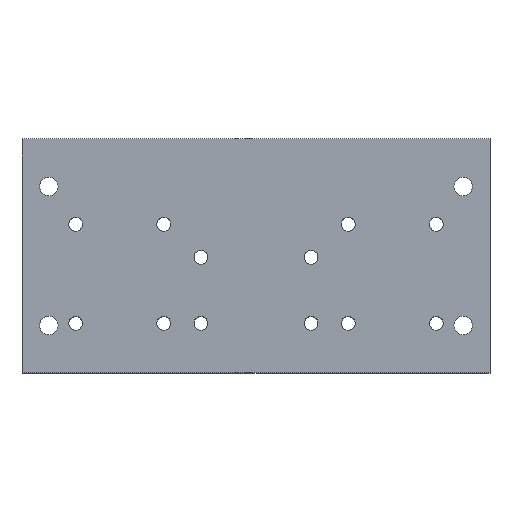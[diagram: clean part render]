
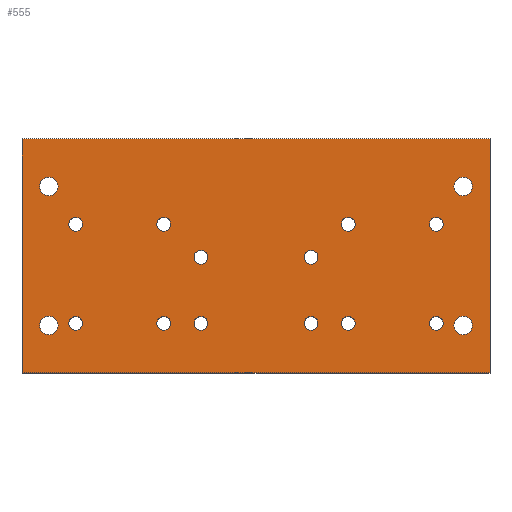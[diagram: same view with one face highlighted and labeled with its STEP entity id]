
A CAD part, top view. The second image highlights one B-rep face of the part: STEP entity #555.
In plain terms, the highlighted planar face has unit normal (0, 0, 1).
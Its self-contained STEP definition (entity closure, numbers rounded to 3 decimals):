
#47=FACE_BOUND('',#160,.T.);
#48=FACE_BOUND('',#161,.T.);
#49=FACE_BOUND('',#162,.T.);
#50=FACE_BOUND('',#163,.T.);
#51=FACE_BOUND('',#164,.T.);
#52=FACE_BOUND('',#165,.T.);
#53=FACE_BOUND('',#166,.T.);
#54=FACE_BOUND('',#167,.T.);
#55=FACE_BOUND('',#168,.T.);
#56=FACE_BOUND('',#169,.T.);
#57=FACE_BOUND('',#170,.T.);
#58=FACE_BOUND('',#171,.T.);
#59=FACE_BOUND('',#172,.T.);
#60=FACE_BOUND('',#173,.T.);
#61=FACE_BOUND('',#174,.T.);
#62=FACE_BOUND('',#175,.T.);
#79=CIRCLE('',#596,2.5);
#80=CIRCLE('',#598,2.5);
#81=CIRCLE('',#600,2.5);
#82=CIRCLE('',#602,2.5);
#83=CIRCLE('',#604,2.5);
#84=CIRCLE('',#606,2.5);
#85=CIRCLE('',#608,2.5);
#86=CIRCLE('',#610,2.5);
#87=CIRCLE('',#612,2.5);
#88=CIRCLE('',#614,2.5);
#89=CIRCLE('',#616,2.5);
#90=CIRCLE('',#618,2.5);
#91=CIRCLE('',#620,3.375);
#92=CIRCLE('',#622,3.375);
#93=CIRCLE('',#624,3.375);
#94=CIRCLE('',#626,3.375);
#117=FACE_OUTER_BOUND('',#159,.T.);
#159=EDGE_LOOP('',(#487,#488,#489,#490));
#160=EDGE_LOOP('',(#491));
#161=EDGE_LOOP('',(#492));
#162=EDGE_LOOP('',(#493));
#163=EDGE_LOOP('',(#494));
#164=EDGE_LOOP('',(#495));
#165=EDGE_LOOP('',(#496));
#166=EDGE_LOOP('',(#497));
#167=EDGE_LOOP('',(#498));
#168=EDGE_LOOP('',(#499));
#169=EDGE_LOOP('',(#500));
#170=EDGE_LOOP('',(#501));
#171=EDGE_LOOP('',(#502));
#172=EDGE_LOOP('',(#503));
#173=EDGE_LOOP('',(#504));
#174=EDGE_LOOP('',(#505));
#175=EDGE_LOOP('',(#506));
#196=LINE('',#859,#236);
#214=LINE('',#928,#254);
#215=LINE('',#929,#255);
#216=LINE('',#930,#256);
#236=VECTOR('',#694,10.);
#254=VECTOR('',#778,10.);
#255=VECTOR('',#779,10.);
#256=VECTOR('',#780,10.);
#287=VERTEX_POINT('',#856);
#288=VERTEX_POINT('',#858);
#289=VERTEX_POINT('',#862);
#290=VERTEX_POINT('',#866);
#291=VERTEX_POINT('',#870);
#292=VERTEX_POINT('',#874);
#293=VERTEX_POINT('',#878);
#294=VERTEX_POINT('',#882);
#295=VERTEX_POINT('',#886);
#296=VERTEX_POINT('',#890);
#297=VERTEX_POINT('',#894);
#298=VERTEX_POINT('',#898);
#299=VERTEX_POINT('',#902);
#300=VERTEX_POINT('',#906);
#301=VERTEX_POINT('',#910);
#302=VERTEX_POINT('',#914);
#303=VERTEX_POINT('',#918);
#304=VERTEX_POINT('',#922);
#305=VERTEX_POINT('',#926);
#306=VERTEX_POINT('',#927);
#340=EDGE_CURVE('',#288,#287,#196,.T.);
#342=EDGE_CURVE('',#289,#289,#79,.T.);
#344=EDGE_CURVE('',#290,#290,#80,.T.);
#346=EDGE_CURVE('',#291,#291,#81,.T.);
#348=EDGE_CURVE('',#292,#292,#82,.T.);
#350=EDGE_CURVE('',#293,#293,#83,.T.);
#352=EDGE_CURVE('',#294,#294,#84,.T.);
#354=EDGE_CURVE('',#295,#295,#85,.T.);
#356=EDGE_CURVE('',#296,#296,#86,.T.);
#358=EDGE_CURVE('',#297,#297,#87,.T.);
#360=EDGE_CURVE('',#298,#298,#88,.T.);
#362=EDGE_CURVE('',#299,#299,#89,.T.);
#364=EDGE_CURVE('',#300,#300,#90,.T.);
#367=EDGE_CURVE('',#301,#301,#91,.T.);
#369=EDGE_CURVE('',#302,#302,#92,.T.);
#371=EDGE_CURVE('',#303,#303,#93,.T.);
#373=EDGE_CURVE('',#304,#304,#94,.T.);
#374=EDGE_CURVE('',#305,#306,#214,.T.);
#375=EDGE_CURVE('',#306,#288,#215,.T.);
#376=EDGE_CURVE('',#287,#305,#216,.T.);
#487=ORIENTED_EDGE('',*,*,#374,.T.);
#488=ORIENTED_EDGE('',*,*,#375,.T.);
#489=ORIENTED_EDGE('',*,*,#340,.T.);
#490=ORIENTED_EDGE('',*,*,#376,.T.);
#491=ORIENTED_EDGE('',*,*,#371,.T.);
#492=ORIENTED_EDGE('',*,*,#367,.T.);
#493=ORIENTED_EDGE('',*,*,#354,.T.);
#494=ORIENTED_EDGE('',*,*,#342,.T.);
#495=ORIENTED_EDGE('',*,*,#344,.T.);
#496=ORIENTED_EDGE('',*,*,#350,.T.);
#497=ORIENTED_EDGE('',*,*,#352,.T.);
#498=ORIENTED_EDGE('',*,*,#356,.T.);
#499=ORIENTED_EDGE('',*,*,#358,.T.);
#500=ORIENTED_EDGE('',*,*,#360,.T.);
#501=ORIENTED_EDGE('',*,*,#362,.T.);
#502=ORIENTED_EDGE('',*,*,#364,.T.);
#503=ORIENTED_EDGE('',*,*,#346,.T.);
#504=ORIENTED_EDGE('',*,*,#348,.T.);
#505=ORIENTED_EDGE('',*,*,#369,.T.);
#506=ORIENTED_EDGE('',*,*,#373,.T.);
#529=PLANE('',#627);
#555=ADVANCED_FACE('',(#117,#47,#48,#49,#50,#51,#52,#53,#54,#55,#56,#57,
#58,#59,#60,#61,#62),#529,.T.);
#596=AXIS2_PLACEMENT_3D('',#863,#698,#699);
#598=AXIS2_PLACEMENT_3D('',#867,#703,#704);
#600=AXIS2_PLACEMENT_3D('',#871,#708,#709);
#602=AXIS2_PLACEMENT_3D('',#875,#713,#714);
#604=AXIS2_PLACEMENT_3D('',#879,#718,#719);
#606=AXIS2_PLACEMENT_3D('',#883,#723,#724);
#608=AXIS2_PLACEMENT_3D('',#887,#728,#729);
#610=AXIS2_PLACEMENT_3D('',#891,#733,#734);
#612=AXIS2_PLACEMENT_3D('',#895,#738,#739);
#614=AXIS2_PLACEMENT_3D('',#899,#743,#744);
#616=AXIS2_PLACEMENT_3D('',#903,#748,#749);
#618=AXIS2_PLACEMENT_3D('',#907,#753,#754);
#620=AXIS2_PLACEMENT_3D('',#912,#759,#760);
#622=AXIS2_PLACEMENT_3D('',#916,#764,#765);
#624=AXIS2_PLACEMENT_3D('',#920,#769,#770);
#626=AXIS2_PLACEMENT_3D('',#924,#774,#775);
#627=AXIS2_PLACEMENT_3D('',#925,#776,#777);
#694=DIRECTION('',(1.,0.,0.));
#698=DIRECTION('center_axis',(0.,0.,-1.));
#699=DIRECTION('ref_axis',(1.,0.,0.));
#703=DIRECTION('center_axis',(0.,0.,-1.));
#704=DIRECTION('ref_axis',(1.,0.,0.));
#708=DIRECTION('center_axis',(0.,0.,-1.));
#709=DIRECTION('ref_axis',(1.,0.,0.));
#713=DIRECTION('center_axis',(0.,0.,-1.));
#714=DIRECTION('ref_axis',(1.,0.,0.));
#718=DIRECTION('center_axis',(0.,0.,-1.));
#719=DIRECTION('ref_axis',(1.,0.,0.));
#723=DIRECTION('center_axis',(0.,0.,-1.));
#724=DIRECTION('ref_axis',(1.,0.,0.));
#728=DIRECTION('center_axis',(0.,0.,-1.));
#729=DIRECTION('ref_axis',(1.,0.,0.));
#733=DIRECTION('center_axis',(0.,0.,-1.));
#734=DIRECTION('ref_axis',(1.,0.,0.));
#738=DIRECTION('center_axis',(0.,0.,-1.));
#739=DIRECTION('ref_axis',(1.,0.,0.));
#743=DIRECTION('center_axis',(0.,0.,-1.));
#744=DIRECTION('ref_axis',(1.,0.,0.));
#748=DIRECTION('center_axis',(0.,0.,-1.));
#749=DIRECTION('ref_axis',(1.,0.,0.));
#753=DIRECTION('center_axis',(0.,0.,-1.));
#754=DIRECTION('ref_axis',(1.,0.,0.));
#759=DIRECTION('center_axis',(0.,0.,-1.));
#760=DIRECTION('ref_axis',(-1.,0.,0.));
#764=DIRECTION('center_axis',(0.,0.,-1.));
#765=DIRECTION('ref_axis',(-1.,0.,0.));
#769=DIRECTION('center_axis',(0.,0.,-1.));
#770=DIRECTION('ref_axis',(-1.,0.,0.));
#774=DIRECTION('center_axis',(0.,0.,-1.));
#775=DIRECTION('ref_axis',(-1.,0.,0.));
#776=DIRECTION('center_axis',(0.,0.,1.));
#777=DIRECTION('ref_axis',(1.,0.,0.));
#778=DIRECTION('',(-1.,0.,0.));
#779=DIRECTION('',(0.,-1.,0.));
#780=DIRECTION('',(0.,1.,0.));
#856=CARTESIAN_POINT('',(85.,-42.5,30.));
#858=CARTESIAN_POINT('',(-85.,-42.5,30.));
#859=CARTESIAN_POINT('',(-85.,-42.5,30.));
#862=CARTESIAN_POINT('',(63.,-24.5,30.));
#863=CARTESIAN_POINT('Origin',(65.5,-24.5,30.));
#866=CARTESIAN_POINT('',(31.,11.5,30.));
#867=CARTESIAN_POINT('Origin',(33.5,11.5,30.));
#870=CARTESIAN_POINT('',(-68.,-24.5,30.));
#871=CARTESIAN_POINT('Origin',(-65.5,-24.5,30.));
#874=CARTESIAN_POINT('',(-68.,11.5,30.));
#875=CARTESIAN_POINT('Origin',(-65.5,11.5,30.));
#878=CARTESIAN_POINT('',(-36.,11.5,30.));
#879=CARTESIAN_POINT('Origin',(-33.5,11.5,30.));
#882=CARTESIAN_POINT('',(-36.,-24.5,30.));
#883=CARTESIAN_POINT('Origin',(-33.5,-24.5,30.));
#886=CARTESIAN_POINT('',(63.,11.5,30.));
#887=CARTESIAN_POINT('Origin',(65.5,11.5,30.));
#890=CARTESIAN_POINT('',(31.,-24.5,30.));
#891=CARTESIAN_POINT('Origin',(33.5,-24.5,30.));
#894=CARTESIAN_POINT('',(-22.5,-24.5,30.));
#895=CARTESIAN_POINT('Origin',(-20.,-24.5,30.));
#898=CARTESIAN_POINT('',(-22.5,-0.5,30.));
#899=CARTESIAN_POINT('Origin',(-20.,-0.5,30.));
#902=CARTESIAN_POINT('',(17.5,-0.5,30.));
#903=CARTESIAN_POINT('Origin',(20.,-0.5,30.));
#906=CARTESIAN_POINT('',(17.5,-24.5,30.));
#907=CARTESIAN_POINT('Origin',(20.,-24.5,30.));
#910=CARTESIAN_POINT('',(78.625,-25.25,30.));
#912=CARTESIAN_POINT('Origin',(75.25,-25.25,30.));
#914=CARTESIAN_POINT('',(-71.875,25.25,30.));
#916=CARTESIAN_POINT('Origin',(-75.25,25.25,30.));
#918=CARTESIAN_POINT('',(78.625,25.25,30.));
#920=CARTESIAN_POINT('Origin',(75.25,25.25,30.));
#922=CARTESIAN_POINT('',(-71.875,-25.25,30.));
#924=CARTESIAN_POINT('Origin',(-75.25,-25.25,30.));
#925=CARTESIAN_POINT('Origin',(0.,0.,30.));
#926=CARTESIAN_POINT('',(85.,42.5,30.));
#927=CARTESIAN_POINT('',(-85.,42.5,30.));
#928=CARTESIAN_POINT('',(85.,42.5,30.));
#929=CARTESIAN_POINT('',(-85.,42.5,30.));
#930=CARTESIAN_POINT('',(85.,-42.5,30.));
